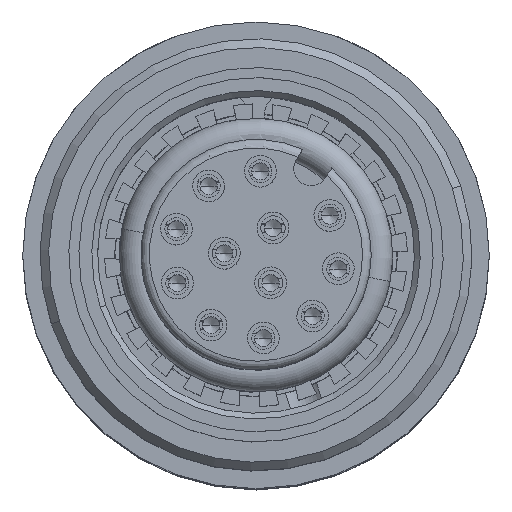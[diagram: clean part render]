
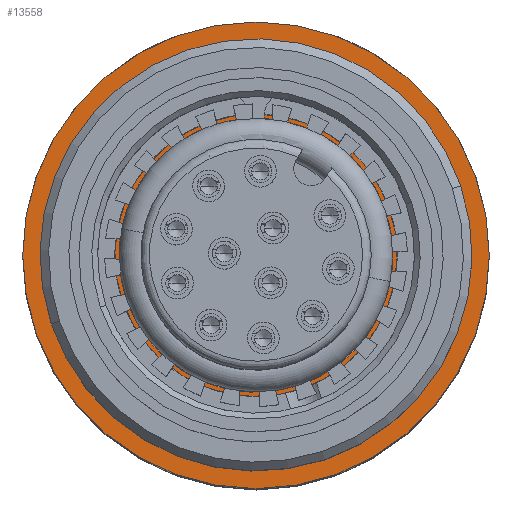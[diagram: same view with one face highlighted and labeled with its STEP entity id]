
A CAD part, top view. The second image highlights one B-rep face of the part: STEP entity #13558.
In plain terms, the highlighted planar face has unit normal (0, 0, 1).
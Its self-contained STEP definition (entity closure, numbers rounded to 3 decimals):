
#3855=CARTESIAN_POINT('',(-9.789,13.522,7.336));
#3856=DIRECTION('',(0.,0.,1.));
#3857=DIRECTION('',(-0.843,0.538,0.));
#3858=AXIS2_PLACEMENT_3D('',#3855,#3856,#3857);
#3964=CARTESIAN_POINT('',(-9.789,13.522,7.336));
#3965=DIRECTION('',(0.,0.,1.));
#3966=DIRECTION('',(-1.,0.,0.));
#3967=AXIS2_PLACEMENT_3D('',#3964,#3965,#3966);
#3969=CARTESIAN_POINT('',(-9.789,13.522,7.336));
#3970=DIRECTION('',(0.,0.,1.));
#3971=DIRECTION('',(1.,0.,0.));
#3972=AXIS2_PLACEMENT_3D('',#3969,#3970,#3971);
#4952=CARTESIAN_POINT('',(-9.789,13.522,7.336));
#4953=DIRECTION('',(0.,0.,1.));
#4954=DIRECTION('',(0.843,-0.538,0.));
#4955=AXIS2_PLACEMENT_3D('',#4952,#4953,#4954);
#7634=CARTESIAN_POINT('',(-1.689,13.522,7.336));
#7635=VERTEX_POINT('',#7634);
#7636=CARTESIAN_POINT('',(-17.889,13.522,7.336));
#7637=VERTEX_POINT('',#7636);
#8722=CARTESIAN_POINT('',(-5.784,10.967,7.336));
#8723=CARTESIAN_POINT('',(-13.793,16.077,7.336));
#8724=VERTEX_POINT('',#8722);
#8725=VERTEX_POINT('',#8723);
#13542=CARTESIAN_POINT('',(-9.789,13.522,
7.336));
#13543=DIRECTION('',(0.,0.,1.));
#13544=DIRECTION('',(1.,0.,0.));
#13545=AXIS2_PLACEMENT_3D('',#13542,#13543,#13544);
#13546=PLANE('',#13545);
#13548=ORIENTED_EDGE('',*,*,#13547,.F.);
#13550=ORIENTED_EDGE('',*,*,#13549,.F.);
#13551=EDGE_LOOP('',(#13548,#13550));
#13552=FACE_OUTER_BOUND('',#13551,.F.);
#13554=ORIENTED_EDGE('',*,*,#13553,.T.);
#13555=ORIENTED_EDGE('',*,*,#13451,.T.);
#13556=EDGE_LOOP('',(#13554,#13555));
#13557=FACE_BOUND('',#13556,.F.);
#3859=CIRCLE('',#3858,4.75);
#3968=CIRCLE('',#3967,8.1);
#3973=CIRCLE('',#3972,8.1);
#4956=CIRCLE('',#4955,4.75);
#13451=EDGE_CURVE('',#8725,#8724,#3859,.T.);
#13547=EDGE_CURVE('',#7637,#7635,#3968,.T.);
#13549=EDGE_CURVE('',#7635,#7637,#3973,.T.);
#13553=EDGE_CURVE('',#8724,#8725,#4956,.T.);
#13558=ADVANCED_FACE('',(#13552,#13557),#13546,.T.);
